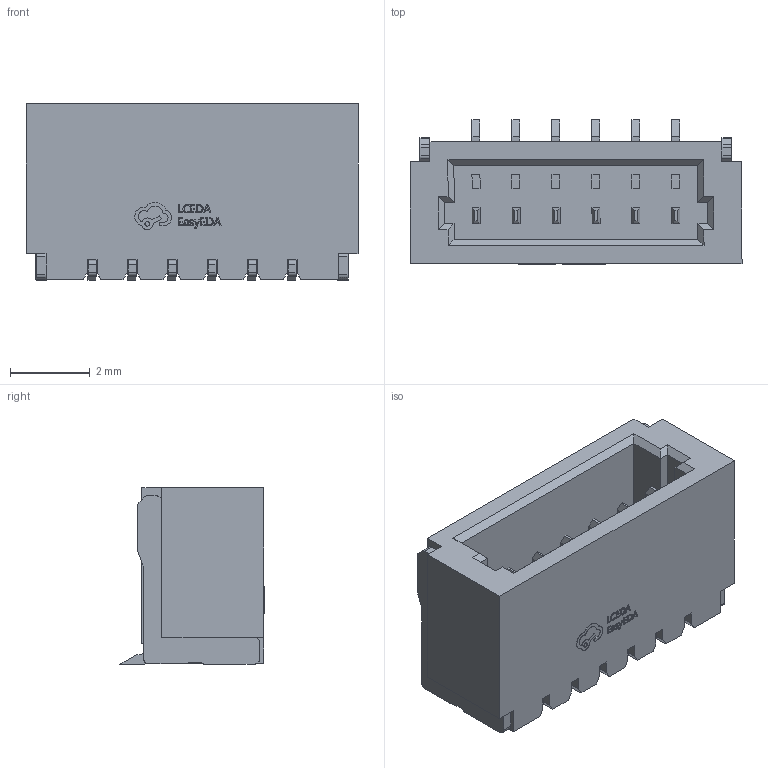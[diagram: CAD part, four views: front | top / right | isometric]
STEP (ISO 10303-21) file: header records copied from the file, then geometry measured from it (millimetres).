
FILE_DESCRIPTION (( 'STEP AP214' ), '1' );
FILE_NAME ('CONN-SMD_6P-P1.00_C9900032244.STEP', '2022-11-28T10:15:39', ( '' ), ( '' ), 'SwSTEP 2.0', 'SolidWorks 2020', '' );
FILE_SCHEMA (( 'AUTOMOTIVE_DESIGN' ));
Length unit declared in the file: millimetre
Products named in the file (1): CONN-SMD_6P-P1.00_C9900032244
Bounding box: 8.3 x 3.61 x 4.42 mm (x, y, z)
Volume: 67.8 mm3; surface area: 340.5 mm2
Topology: 3 solids, 3 shells, 575 faces, 1575 edges, 1038 vertices
Faces by surface type: plane 419, bspline 98, cylinder 58
Entity records: 24910 total; most frequent: CARTESIAN_POINT 4495, ORIENTED_EDGE 3150, DIRECTION 2447, EDGE_CURVE 1575, VECTOR 1259, LINE 1259, VERTEX_POINT 1038, EDGE_LOOP 619
